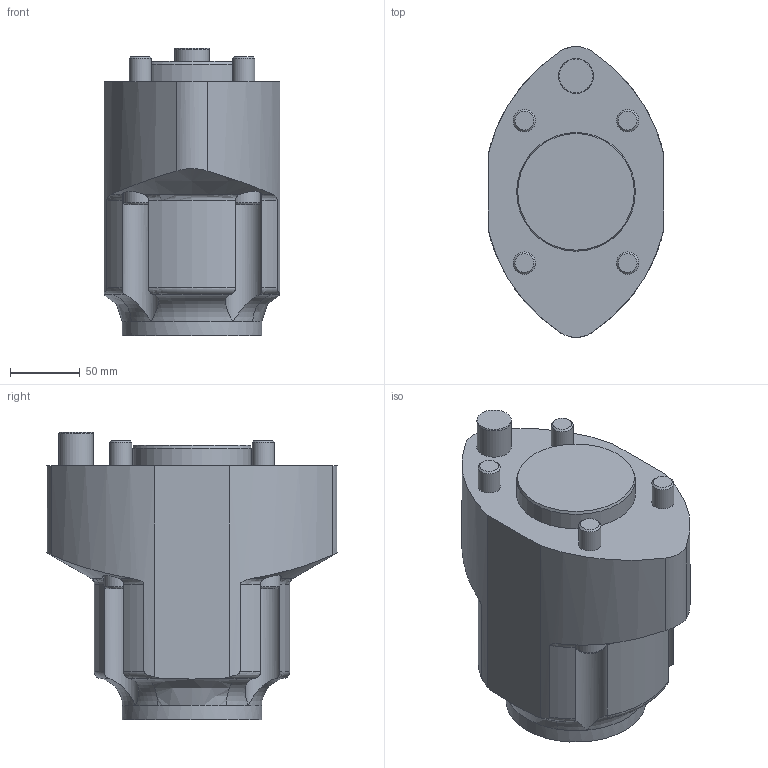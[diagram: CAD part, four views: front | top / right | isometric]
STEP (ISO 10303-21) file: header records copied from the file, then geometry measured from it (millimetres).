
FILE_DESCRIPTION(/* description */ (''),/* implementation_level */ '2;1');
FILE_NAME(/* name */ '1522912313137.stp',/* time_stamp */ '2018-04-05T09:12:07+02:00',/* author */ (''),/* organization */ ('SMS'),/* preprocessor_version */ 'ST-DEVELOPER v15',/* originating_system */ 'SIEMENS PLM Software NX 8.5',/* authorisation */ '');
FILE_SCHEMA (('AUTOMOTIVE_DESIGN { 1 0 10303 214 3 1 1 1 }'));
Length unit declared in the file: millimetre
Products named in the file (1): MOD000000000000000020083415200000
Bounding box: 126 x 208.29 x 206 mm (x, y, z)
Volume: 2654847.3 mm3; surface area: 157938.3 mm2
Topology: 1 solids, 1 shells, 136 faces, 317 edges, 196 vertices
Faces by surface type: plane 45, cone 42, cylinder 29, torus 18, bspline 2
Full cylindrical faces by diameter (mm): 5.35 x1, 10 x1, 16 x4, 23.835 x4, 24.9 x1, 26 x4, 85 x1, 100 x1
Entity records: 4311 total; most frequent: CARTESIAN_POINT 1538, DIRECTION 546, ORIENTED_EDGE 534, EDGE_CURVE 267, AXIS2_PLACEMENT_3D 247, VERTEX_POINT 181, EDGE_LOOP 180, ADVANCED_FACE 136
